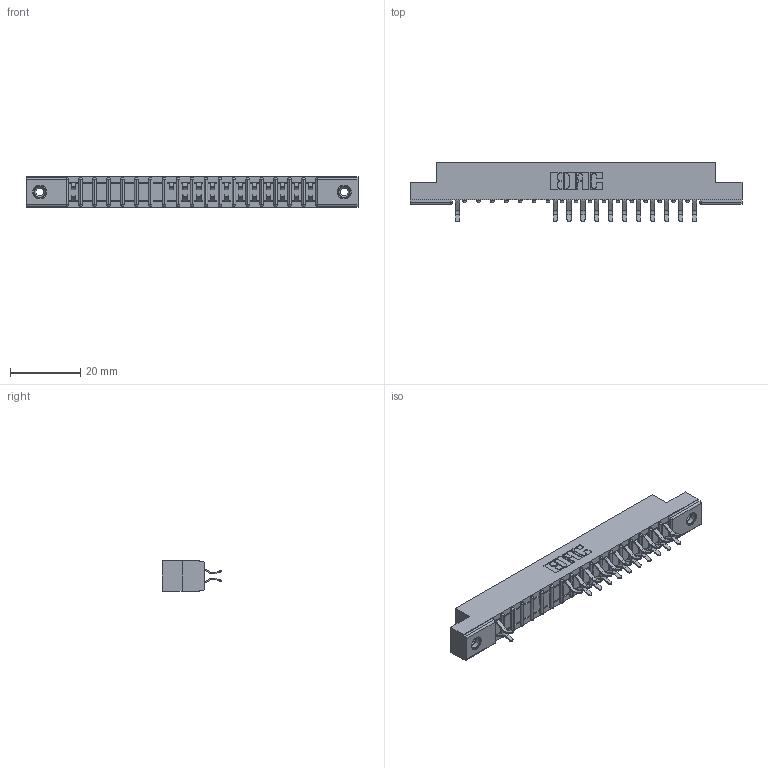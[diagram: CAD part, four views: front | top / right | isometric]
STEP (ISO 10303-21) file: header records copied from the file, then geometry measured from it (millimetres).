
FILE_DESCRIPTION (( 'STEP AP203' ), '1' );
FILE_NAME ('307-036-556-208.STEP', '2018-08-05T09:11:09', ( '' ), ( '' ), 'SwSTEP 2.0', 'SolidWorks 2016', '' );
FILE_SCHEMA (( 'CONFIG_CONTROL_DESIGN' ));
Length unit declared in the file: inch
Products named in the file (4): 307 Part_.156 Dia Mounting Holes; 307-290-001_556; 345-250-001_345-250-003-102; 307-036-556-208
Assembly tree (26 placements, depth 2):
  307-036-556-208
    307 Part_.156 Dia Mounting Holes
    307-290-001_556  x23
    345-250-001_345-250-003-102  x2
Bounding box: 94.34 x 16.97 x 8.71 mm (x, y, z)
Volume: 5992 mm3; surface area: 9379.4 mm2
Topology: 26 solids, 26 shells, 1477 faces, 4141 edges, 2670 vertices
Faces by surface type: plane 939, cylinder 484, sphere 38, cone 12, torus 4
Entity records: 19839 total; most frequent: CARTESIAN_POINT 3292, ORIENTED_EDGE 3266, DIRECTION 3231, EDGE_CURVE 1633, LINE 1241, VECTOR 1241, VERTEX_POINT 1056, AXIS2_PLACEMENT_3D 995
